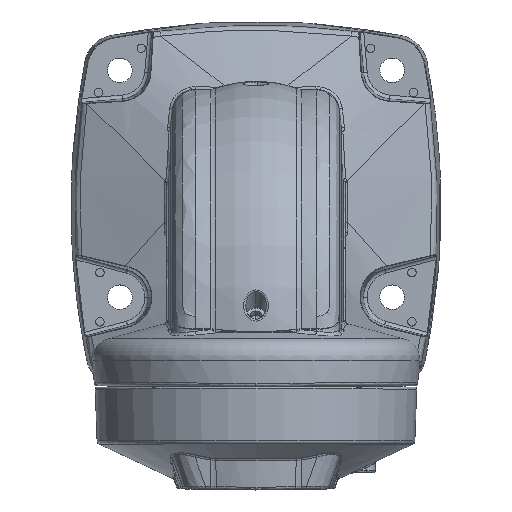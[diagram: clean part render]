
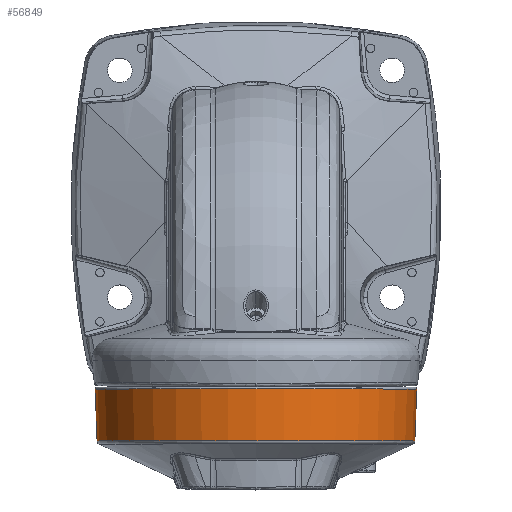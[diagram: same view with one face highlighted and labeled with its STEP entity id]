
A CAD part, top view. The second image highlights one B-rep face of the part: STEP entity #56849.
In plain terms, the highlighted conical face has half-angle 2 degrees and reference radius 84 mm.
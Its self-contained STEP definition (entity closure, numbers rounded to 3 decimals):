
#1796 = AXIS2_PLACEMENT_3D ( 'NONE', #40340, #3018, #84865 ) ;
#3018 = DIRECTION ( 'NONE',  ( 0., -1., 0. ) ) ;
#3611 = DIRECTION ( 'NONE',  ( 0., 1., 0. ) ) ;
#4258 = LINE ( 'NONE', #45048, #54604 ) ;
#7739 = DIRECTION ( 'NONE',  ( 0.035, 0.999, 0. ) ) ;
#9793 = EDGE_CURVE ( 'NONE', #30700, #71336, #79758, .T. ) ;
#16913 = DIRECTION ( 'NONE',  ( -0.035, 0.999, 0. ) ) ;
#21374 = DIRECTION ( 'NONE',  ( 0., 1., 0. ) ) ;
#27261 = ORIENTED_EDGE ( 'NONE', *, *, #43793, .T. ) ;
#28721 = AXIS2_PLACEMENT_3D ( 'NONE', #57692, #21374, #81231 ) ;
#28793 = VECTOR ( 'NONE', #16913, 1000. ) ;
#30700 = VERTEX_POINT ( 'NONE', #73573 ) ;
#31129 = ORIENTED_EDGE ( 'NONE', *, *, #69727, .T. ) ;
#39774 = CARTESIAN_POINT ( 'NONE',  ( -46.4, -102.753, 207.643 ) ) ;
#40340 = CARTESIAN_POINT ( 'NONE',  ( 37.6, -74.159, 207.643 ) ) ;
#43466 = ORIENTED_EDGE ( 'NONE', *, *, #45492, .F. ) ;
#43793 = EDGE_CURVE ( 'NONE', #54664, #30700, #4258, .T. ) ;
#44848 = CARTESIAN_POINT ( 'NONE',  ( 121.643, -101.529, 207.643 ) ) ;
#45048 = CARTESIAN_POINT ( 'NONE',  ( 121.6, -102.753, 207.643 ) ) ;
#45492 = EDGE_CURVE ( 'NONE', #66501, #71336, #88545, .T. ) ;
#49052 = ORIENTED_EDGE ( 'NONE', *, *, #9793, .T. ) ;
#54082 = CONICAL_SURFACE ( 'NONE', #28721, 84., 0.035 ) ;
#54604 = VECTOR ( 'NONE', #7739, 1000. ) ;
#54664 = VERTEX_POINT ( 'NONE', #44848 ) ;
#55013 = DIRECTION ( 'NONE',  ( 1., 0., 0. ) ) ;
#56849 = ADVANCED_FACE ( 'NONE', ( #86862 ), #54082, .T. ) ;
#57692 = CARTESIAN_POINT ( 'NONE',  ( 37.6, -102.753, 207.643 ) ) ;
#66501 = VERTEX_POINT ( 'NONE', #97118 ) ;
#69727 = EDGE_CURVE ( 'NONE', #66501, #54664, #80038, .T. ) ;
#71336 = VERTEX_POINT ( 'NONE', #74011 ) ;
#73573 = CARTESIAN_POINT ( 'NONE',  ( 122.598, -74.159, 207.643 ) ) ;
#74011 = CARTESIAN_POINT ( 'NONE',  ( -47.399, -74.159, 207.643 ) ) ;
#75006 = AXIS2_PLACEMENT_3D ( 'NONE', #77271, #3611, #55013 ) ;
#77271 = CARTESIAN_POINT ( 'NONE',  ( 37.6, -101.529, 207.643 ) ) ;
#79758 = CIRCLE ( 'NONE', #1796, 84.999 ) ;
#80038 = CIRCLE ( 'NONE', #75006, 84.043 ) ;
#81231 = DIRECTION ( 'NONE',  ( 1., 0., 0. ) ) ;
#82034 = EDGE_LOOP ( 'NONE', ( #43466, #31129, #27261, #49052 ) ) ;
#84865 = DIRECTION ( 'NONE',  ( 1., 0., 0. ) ) ;
#86862 = FACE_OUTER_BOUND ( 'NONE', #82034, .T. ) ;
#88545 = LINE ( 'NONE', #39774, #28793 ) ;
#97118 = CARTESIAN_POINT ( 'NONE',  ( -46.443, -101.529, 207.643 ) ) ;
